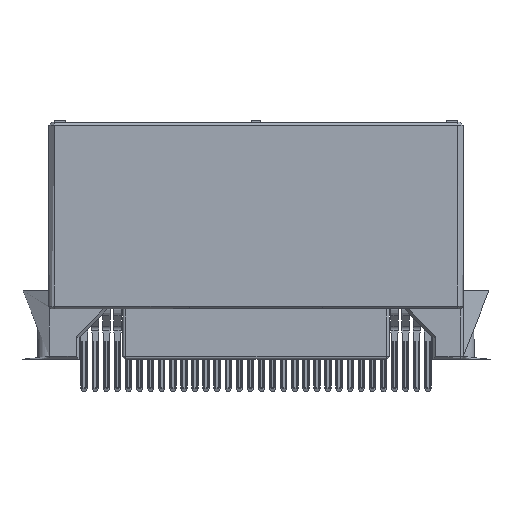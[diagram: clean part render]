
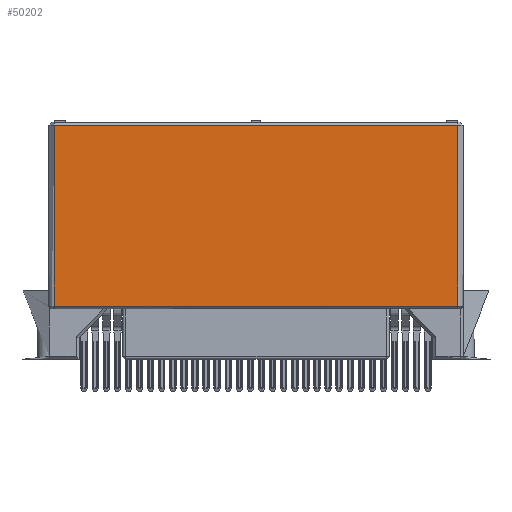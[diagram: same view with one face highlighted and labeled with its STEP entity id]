
A CAD part, front view. The second image highlights one B-rep face of the part: STEP entity #50202.
In plain terms, the highlighted planar face has unit normal (0, -1, 0).
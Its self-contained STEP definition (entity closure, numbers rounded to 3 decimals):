
#5076=CARTESIAN_POINT('',(20.,-6.65,8.97));
#5077=VERTEX_POINT('',#5076);
#13515=CARTESIAN_POINT('',(20.,-6.65,-8.97));
#13516=VERTEX_POINT('',#13515);
#13524=CARTESIAN_POINT('',(6.575,-6.65,-8.97));
#13525=VERTEX_POINT('',#13524);
#13526=CARTESIAN_POINT('',(20.,-6.65,-8.97));
#13527=DIRECTION('',(-1.,0.,0.));
#13528=VECTOR('',#13527,13.425);
#13529=LINE('',#13526,#13528);
#13530=EDGE_CURVE('',#13516,#13525,#13529,.T.);
#13855=CARTESIAN_POINT('',(20.,-6.65,8.97));
#13856=CARTESIAN_POINT('',(20.,-6.65,5.382));
#13857=CARTESIAN_POINT('',(20.,-6.65,1.794));
#13858=CARTESIAN_POINT('',(20.,-6.65,-1.794));
#13859=CARTESIAN_POINT('',(20.,-6.65,-5.382));
#13860=CARTESIAN_POINT('',(20.,-6.65,-8.97));
#13861=B_SPLINE_CURVE_WITH_KNOTS('',5,(#13855,#13856,#13857,#13858,#13859,#13860),.UNSPECIFIED.,.F.,.U.,(6,6),(0.,17.94),.UNSPECIFIED.);
#13862=EDGE_CURVE('',#5077,#13516,#13861,.T.);
#43237=CARTESIAN_POINT('',(-20.,-6.65,8.97));
#43238=VERTEX_POINT('',#43237);
#43285=CARTESIAN_POINT('',(-20.,-6.65,8.97));
#43286=CARTESIAN_POINT('',(-12.,-6.65,8.97));
#43287=CARTESIAN_POINT('',(-4.,-6.65,8.97));
#43288=CARTESIAN_POINT('',(4.,-6.65,8.97));
#43289=CARTESIAN_POINT('',(12.,-6.65,8.97));
#43290=CARTESIAN_POINT('',(20.,-6.65,8.97));
#43291=B_SPLINE_CURVE_WITH_KNOTS('',5,(#43285,#43286,#43287,#43288,#43289,#43290),.UNSPECIFIED.,.F.,.U.,(6,6),(0.,40.),.UNSPECIFIED.);
#43292=EDGE_CURVE('',#43238,#5077,#43291,.T.);
#50147=CARTESIAN_POINT('',(-20.,-6.65,-8.97));
#50148=VERTEX_POINT('',#50147);
#50156=CARTESIAN_POINT('',(-20.,-6.65,-8.97));
#50157=CARTESIAN_POINT('',(-20.,-6.65,-8.504));
#50158=CARTESIAN_POINT('',(-20.,-6.65,-8.037));
#50159=CARTESIAN_POINT('',(-20.,-6.65,-7.571));
#50160=CARTESIAN_POINT('',(-20.,-6.65,-7.104));
#50161=CARTESIAN_POINT('',(-20.,-6.65,-6.129));
#50162=CARTESIAN_POINT('',(-20.,-6.65,-5.621));
#50163=CARTESIAN_POINT('',(-20.,-6.65,-5.112));
#50164=CARTESIAN_POINT('',(-20.,-6.65,-4.604));
#50165=CARTESIAN_POINT('',(-20.,-6.65,-4.095));
#50166=CARTESIAN_POINT('',(-20.,-6.65,-1.482));
#50167=CARTESIAN_POINT('',(-20.,-6.65,1.131));
#50168=CARTESIAN_POINT('',(-20.,-6.65,3.744));
#50169=CARTESIAN_POINT('',(-20.,-6.65,6.357));
#50170=CARTESIAN_POINT('',(-20.,-6.65,8.97));
#50171=B_SPLINE_CURVE_WITH_KNOTS('',5,(#50156,#50157,#50158,#50159,#50160,#50161,#50162,#50163,#50164,#50165,#50166,#50167,#50168,#50169,#50170),.UNSPECIFIED.,.F.,.U.,(6,4,5,6),(0.,2.332,4.875,17.94),.UNSPECIFIED.);
#50172=EDGE_CURVE('',#50148,#43238,#50171,.T.);
#50177=CARTESIAN_POINT('',(0.,-6.65,0.));
#50178=DIRECTION('',(1.,0.,0.));
#50179=DIRECTION('',(0.,-1.,0.));
#50180=AXIS2_PLACEMENT_3D('',#50177,#50179,#50178);
#50181=PLANE('',#50180);
#50182=CARTESIAN_POINT('',(-6.625,-6.65,-8.97));
#50183=VERTEX_POINT('',#50182);
#50184=CARTESIAN_POINT('',(-6.625,-6.65,-8.97));
#50185=DIRECTION('',(1.,0.,0.));
#50186=VECTOR('',#50185,13.2);
#50187=LINE('',#50184,#50186);
#50188=EDGE_CURVE('',#50183,#13525,#50187,.T.);
#50189=ORIENTED_EDGE('',*,*,#50188,.T.);
#50190=ORIENTED_EDGE('',*,*,#13530,.F.);
#50191=ORIENTED_EDGE('',*,*,#13862,.F.);
#50192=ORIENTED_EDGE('',*,*,#43292,.F.);
#50193=ORIENTED_EDGE('',*,*,#50172,.F.);
#50194=CARTESIAN_POINT('',(-20.,-6.65,-8.97));
#50195=DIRECTION('',(1.,0.,0.));
#50196=VECTOR('',#50195,13.375);
#50197=LINE('',#50194,#50196);
#50198=EDGE_CURVE('',#50148,#50183,#50197,.T.);
#50199=ORIENTED_EDGE('',*,*,#50198,.T.);
#50200=EDGE_LOOP('',(#50189,#50190,#50191,#50192,#50193,#50199));
#50201=FACE_OUTER_BOUND('',#50200,.T.);
#50202=ADVANCED_FACE('',(#50201),#50181,.T.);
